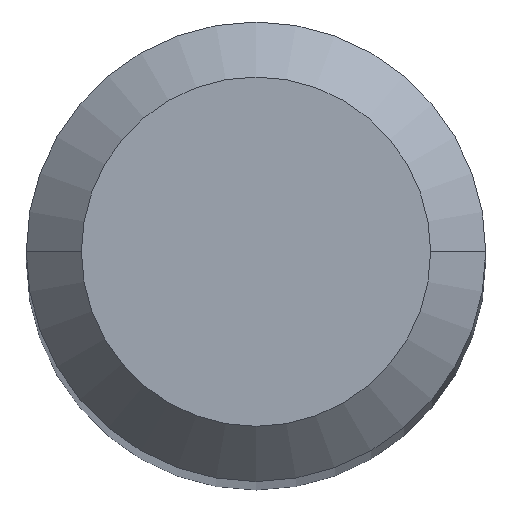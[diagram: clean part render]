
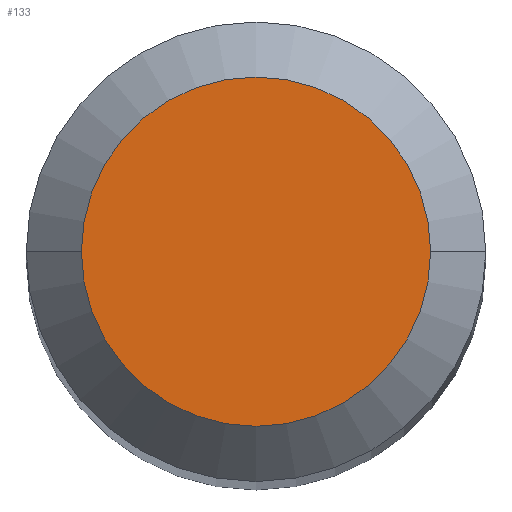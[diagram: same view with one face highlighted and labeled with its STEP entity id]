
A CAD part, top view. The second image highlights one B-rep face of the part: STEP entity #133.
In plain terms, the highlighted planar face has unit normal (0, 0, 1).
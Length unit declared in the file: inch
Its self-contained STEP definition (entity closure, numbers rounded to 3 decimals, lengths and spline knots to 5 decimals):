
#33 = CARTESIAN_POINT ( 'NONE',  ( 0., 0., 1.5 ) ) ;
#133 = ADVANCED_FACE ( 'NONE', ( #175 ), #502, .T. ) ;
#175 = FACE_OUTER_BOUND ( 'NONE', #873, .T. ) ;
#280 = DIRECTION ( 'NONE',  ( 0., 0., 1. ) ) ;
#318 = AXIS2_PLACEMENT_3D ( 'NONE', #536, #760, #1006 ) ;
#321 = AXIS2_PLACEMENT_3D ( 'NONE', #33, #280, #994 ) ;
#366 = CIRCLE ( 'NONE', #421, 0.0475 ) ;
#421 = AXIS2_PLACEMENT_3D ( 'NONE', #935, #678, #542 ) ;
#450 = CARTESIAN_POINT ( 'NONE',  ( -0.0475, 0., 1.5 ) ) ;
#469 = ORIENTED_EDGE ( 'NONE', *, *, #684, .T. ) ;
#502 = PLANE ( 'NONE',  #321 ) ;
#536 = CARTESIAN_POINT ( 'NONE',  ( 0., 0., 1.5 ) ) ;
#542 = DIRECTION ( 'NONE',  ( 1., 0., 0. ) ) ;
#641 = VERTEX_POINT ( 'NONE', #450 ) ;
#675 = EDGE_CURVE ( 'NONE', #915, #641, #366, .T. ) ;
#678 = DIRECTION ( 'NONE',  ( 0., 0., 1. ) ) ;
#684 = EDGE_CURVE ( 'NONE', #641, #915, #936, .T. ) ;
#760 = DIRECTION ( 'NONE',  ( 0., 0., 1. ) ) ;
#850 = ORIENTED_EDGE ( 'NONE', *, *, #675, .T. ) ;
#873 = EDGE_LOOP ( 'NONE', ( #469, #850 ) ) ;
#884 = CARTESIAN_POINT ( 'NONE',  ( 0.0475, 0., 1.5 ) ) ;
#915 = VERTEX_POINT ( 'NONE', #884 ) ;
#935 = CARTESIAN_POINT ( 'NONE',  ( 0., 0., 1.5 ) ) ;
#936 = CIRCLE ( 'NONE', #318, 0.0475 ) ;
#994 = DIRECTION ( 'NONE',  ( 1., 0., 0. ) ) ;
#1006 = DIRECTION ( 'NONE',  ( 1., 0., 0. ) ) ;
